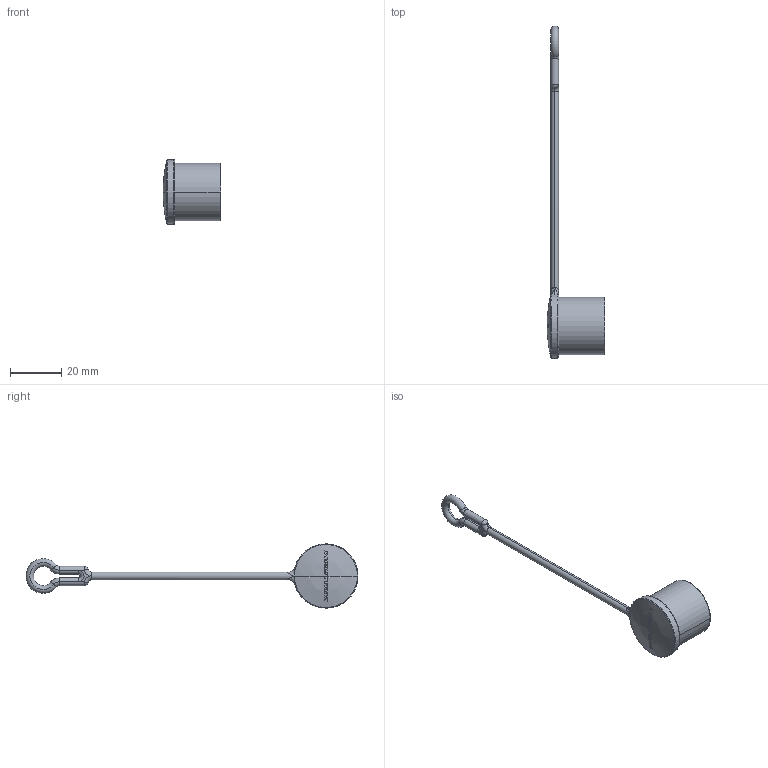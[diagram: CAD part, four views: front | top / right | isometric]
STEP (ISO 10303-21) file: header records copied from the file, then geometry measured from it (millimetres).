
FILE_DESCRIPTION((''),'2;1');
FILE_NAME('SCMX-TOP_07','2022-01-26T',('yuj'),(''),'PRO/ENGINEER BY PARAMETRIC TECHNOLOGY CORPORATION, 2013040','PRO/ENGINEER BY PARAMETRIC TECHNOLOGY CORPORATION, 2013040','');
FILE_SCHEMA(('CONFIG_CONTROL_DESIGN'));
Length unit declared in the file: millimetre
Products named in the file (1): SCMX-TOP_07
Bounding box: 22.5 x 129.23 x 24.97 mm (x, y, z)
Volume: 5180.3 mm3; surface area: 5644.1 mm2
Topology: 1 solids, 1 shells, 149 faces, 366 edges, 226 vertices
Faces by surface type: extrusion 61, cylinder 25, torus 25, bspline 16, sphere 13, plane 9
Entity records: 6358 total; most frequent: CARTESIAN_POINT 3259, ORIENTED_EDGE 724, DIRECTION 436, EDGE_CURVE 362, B_SPLINE_CURVE_WITH_KNOTS 288, VERTEX_POINT 226, AXIS2_PLACEMENT_3D 168, EDGE_LOOP 162
